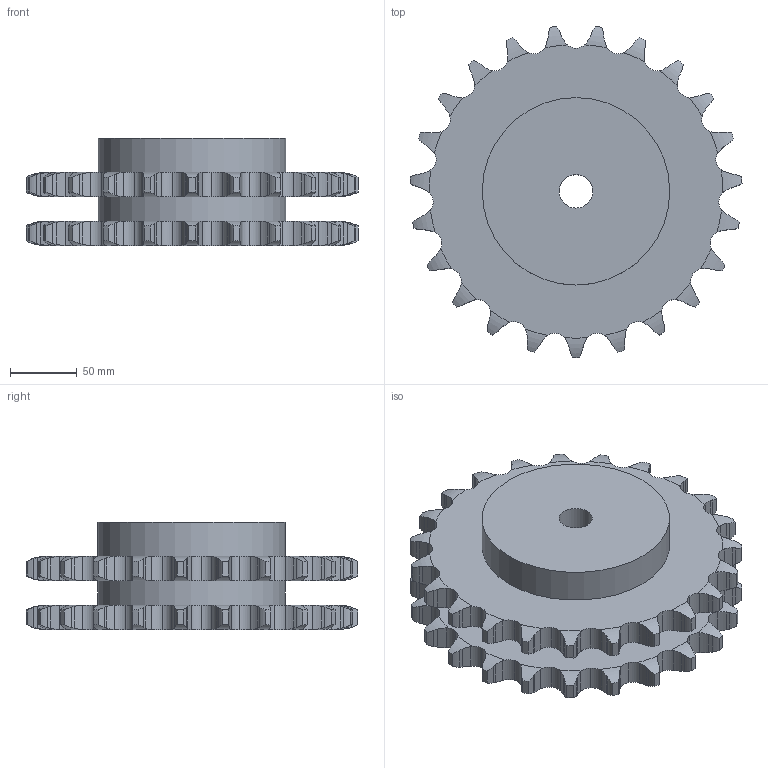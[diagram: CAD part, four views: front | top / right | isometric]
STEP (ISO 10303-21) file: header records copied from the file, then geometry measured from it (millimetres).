
FILE_DESCRIPTION(('FreeCAD Model'),'2;1');
FILE_NAME('Open CASCADE Shape Model','2021-08-22T09:52:20',('FreeCAD'),( 'FreeCAD'),'Open CASCADE STEP processor 7.4','FreeCAD','Unknown');
FILE_SCHEMA(('AUTOMOTIVE_DESIGN { 1 0 10303 214 1 1 1 1 }'));
Products named in the file (1): Open CASCADE STEP translator 7.4 51
Bounding box: 247.99 x 247.43 x 80 mm (x, y, z)
Volume: 2102422.5 mm3; surface area: 194897.4 mm2
Topology: 1 solids, 1 shells, 519 faces, 1540 edges, 1027 vertices
Faces by surface type: cylinder 325, plane 98, torus 96
Full cylindrical faces by diameter (mm): 25 x1, 140 x2
Entity records: 46953 total; most frequent: CARTESIAN_POINT 20777, DIRECTION 3611, ORIENTED_EDGE 3080, PCURVE 3080, DEFINITIONAL_REPRESENTATION 3080, B_SPLINE_CURVE_WITH_KNOTS 2220, LINE 1729, VECTOR 1729
